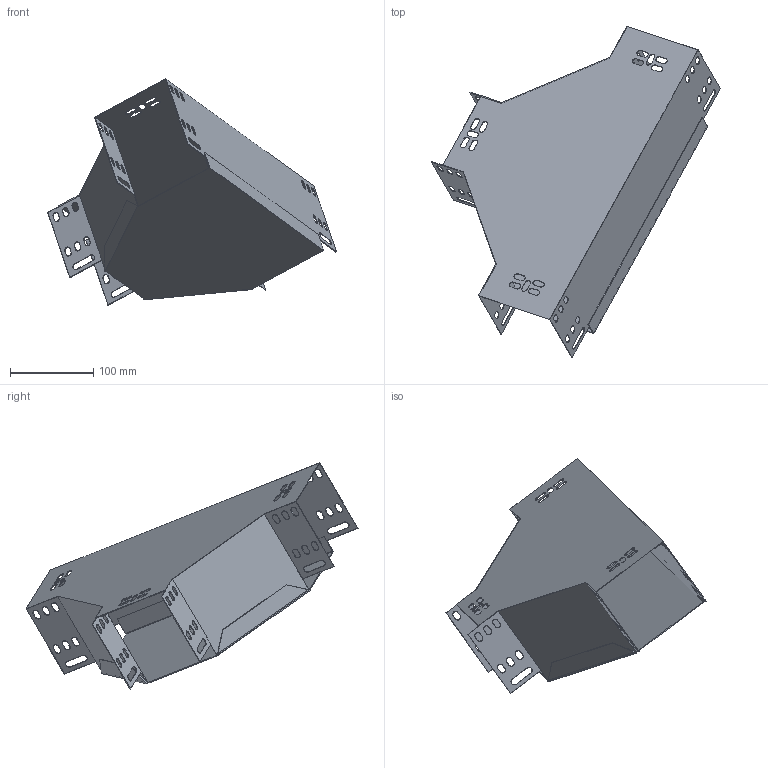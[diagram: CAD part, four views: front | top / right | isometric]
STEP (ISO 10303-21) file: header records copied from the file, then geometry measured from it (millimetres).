
FILE_DESCRIPTION (( 'STEP AP203' ), '1' );
FILE_NAME ('CLP1T-110-100-1 Ðàçâåòâèòåëü Ò-îáðàçíûé 110õ100 ìì..STEP', '2016-03-15T07:48:37', ( '' ), ( '' ), 'SwSTEP 2.0', 'SolidWorks 2014', '' );
FILE_SCHEMA (( 'CONFIG_CONTROL_DESIGN' ));
Length unit declared in the file: millimetre
Products named in the file (1): CLP1T-110-100-1 Ðàçâåòâèòåëü Ò-îáðàçíûé 110õ100 ìì.
Bounding box: 347.3 x 399.14 x 272.25 mm (x, y, z)
Volume: 167988.9 mm3; surface area: 423940.4 mm2
Topology: 2 solids, 2 shells, 296 faces, 866 edges, 574 vertices
Faces by surface type: plane 182, cylinder 114
Entity records: 10121 total; most frequent: CARTESIAN_POINT 1737, ORIENTED_EDGE 1732, DIRECTION 1688, EDGE_CURVE 866, VECTOR 638, LINE 638, VERTEX_POINT 574, AXIS2_PLACEMENT_3D 525
